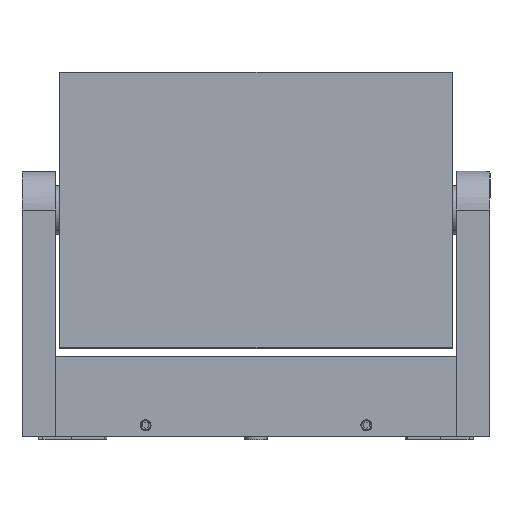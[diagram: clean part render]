
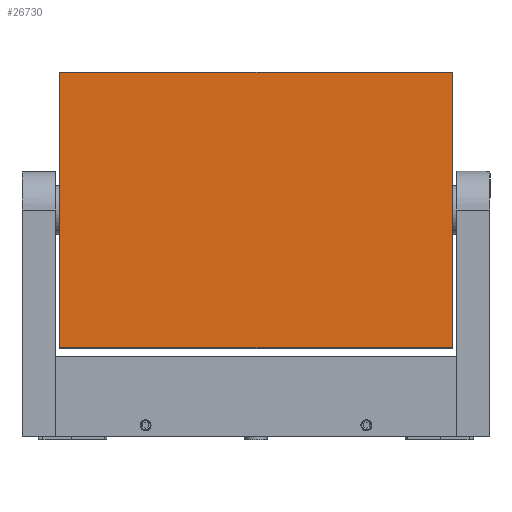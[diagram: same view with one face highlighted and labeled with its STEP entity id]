
A CAD part, top view. The second image highlights one B-rep face of the part: STEP entity #26730.
In plain terms, the highlighted face is planar.
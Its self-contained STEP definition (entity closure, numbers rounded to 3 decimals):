
#26600=CARTESIAN_POINT('Vertex',(-89.,62.5,-15.)) ;
#26607=CARTESIAN_POINT('Vertex',(89.,62.5,-15.)) ;
#26610=CARTESIAN_POINT('Line Origine',(0.,62.5,-15.)) ;
#26633=CARTESIAN_POINT('Vertex',(89.,-62.5,-15.)) ;
#26636=CARTESIAN_POINT('Line Origine',(89.,0.,-15.)) ;
#26678=CARTESIAN_POINT('Vertex',(-89.,-62.5,-15.)) ;
#26681=CARTESIAN_POINT('Line Origine',(0.,-62.5,-15.)) ;
#26700=CARTESIAN_POINT('Line Origine',(-89.,0.,-15.)) ;
#26719=CARTESIAN_POINT('Axis2P3D Location',(0.,0.,-15.)) ;
#26611=DIRECTION('Vector Direction',(-1.,0.,0.)) ;
#26637=DIRECTION('Vector Direction',(0.,1.,0.)) ;
#26682=DIRECTION('Vector Direction',(1.,0.,0.)) ;
#26701=DIRECTION('Vector Direction',(0.,-1.,0.)) ;
#26720=DIRECTION('Axis2P3D Direction',(0.,0.,1.)) ;
#26721=DIRECTION('Axis2P3D XDirection',(1.,0.,0.)) ;
#26722=AXIS2_PLACEMENT_3D('Plane Axis2P3D',#26719,#26720,#26721) ;
#26725=ORIENTED_EDGE('',*,*,#26640,.F.) ;
#26726=ORIENTED_EDGE('',*,*,#26685,.F.) ;
#26727=ORIENTED_EDGE('',*,*,#26704,.F.) ;
#26728=ORIENTED_EDGE('',*,*,#26614,.F.) ;
#26612=VECTOR('Line Direction',#26611,1.) ;
#26638=VECTOR('Line Direction',#26637,1.) ;
#26683=VECTOR('Line Direction',#26682,1.) ;
#26702=VECTOR('Line Direction',#26701,1.) ;
#26730=ADVANCED_FACE('\X2\62D46A21\X0\3',(#26729),#26723,.F.) ;
#26614=EDGE_CURVE('',#26608,#26601,#26613,.T.) ;
#26640=EDGE_CURVE('',#26634,#26608,#26639,.T.) ;
#26685=EDGE_CURVE('',#26679,#26634,#26684,.T.) ;
#26704=EDGE_CURVE('',#26601,#26679,#26703,.T.) ;
#26724=EDGE_LOOP('',(#26725,#26726,#26727,#26728)) ;
#26729=FACE_OUTER_BOUND('',#26724,.T.) ;
#26613=LINE('Line',#26610,#26612) ;
#26639=LINE('Line',#26636,#26638) ;
#26684=LINE('Line',#26681,#26683) ;
#26703=LINE('Line',#26700,#26702) ;
#26723=PLANE('',#26722) ;
#26601=VERTEX_POINT('',#26600) ;
#26608=VERTEX_POINT('',#26607) ;
#26634=VERTEX_POINT('',#26633) ;
#26679=VERTEX_POINT('',#26678) ;
